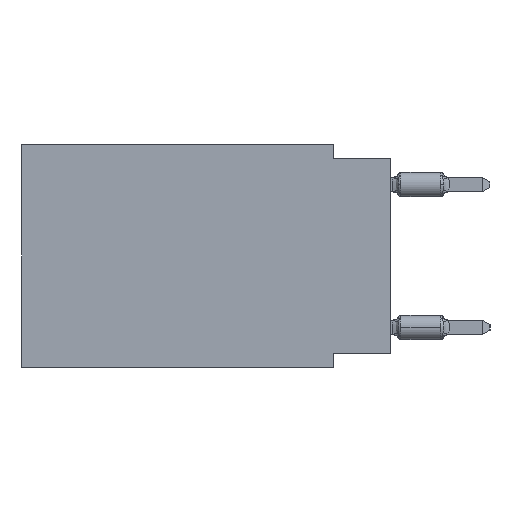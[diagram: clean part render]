
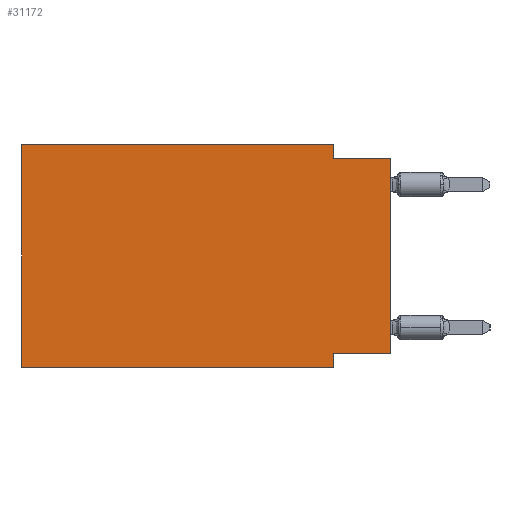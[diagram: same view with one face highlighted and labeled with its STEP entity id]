
A CAD part, left-side view. The second image highlights one B-rep face of the part: STEP entity #31172.
In plain terms, the highlighted planar face has unit normal (-1, 0, 0).
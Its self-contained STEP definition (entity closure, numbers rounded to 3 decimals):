
#243 = VECTOR ( 'NONE', #45453, 1000. ) ;
#651 = EDGE_CURVE ( 'NONE', #42040, #27588, #39687, .T. ) ;
#846 = CARTESIAN_POINT ( 'NONE',  ( 0., 16.383, -9.906 ) ) ;
#2268 = VECTOR ( 'NONE', #34902, 1000. ) ;
#2578 = VERTEX_POINT ( 'NONE', #20125 ) ;
#4461 = VERTEX_POINT ( 'NONE', #16601 ) ;
#4691 = PLANE ( 'NONE',  #27844 ) ;
#6420 = VERTEX_POINT ( 'NONE', #20903 ) ;
#7248 = EDGE_CURVE ( 'NONE', #27588, #25485, #20833, .T. ) ;
#7836 = CARTESIAN_POINT ( 'NONE',  ( 0., 2.54, 0. ) ) ;
#8700 = CARTESIAN_POINT ( 'NONE',  ( 0., 2.54, -9.906 ) ) ;
#9858 = DIRECTION ( 'NONE',  ( 0., 1., 0. ) ) ;
#10572 = CARTESIAN_POINT ( 'NONE',  ( 0., 16.383, 0. ) ) ;
#11485 = VERTEX_POINT ( 'NONE', #26798 ) ;
#12549 = DIRECTION ( 'NONE',  ( 0., -1., 0. ) ) ;
#12776 = LINE ( 'NONE', #27587, #25220 ) ;
#15371 = DIRECTION ( 'NONE',  ( 0., 0., -1. ) ) ;
#15626 = FACE_OUTER_BOUND ( 'NONE', #39992, .T. ) ;
#16243 = VECTOR ( 'NONE', #9858, 1000. ) ;
#16446 = LINE ( 'NONE', #45371, #2268 ) ;
#16601 = CARTESIAN_POINT ( 'NONE',  ( 0., 2.54, -9.271 ) ) ;
#17079 = DIRECTION ( 'NONE',  ( 0., 0., 1. ) ) ;
#17494 = VERTEX_POINT ( 'NONE', #22328 ) ;
#19028 = DIRECTION ( 'NONE',  ( 1., 0., 0. ) ) ;
#20125 = CARTESIAN_POINT ( 'NONE',  ( 0., 2.54, -0.635 ) ) ;
#20833 = LINE ( 'NONE', #46847, #24059 ) ;
#20903 = CARTESIAN_POINT ( 'NONE',  ( 0., 0., -0.635 ) ) ;
#20955 = DIRECTION ( 'NONE',  ( 0., -1., 0. ) ) ;
#22328 = CARTESIAN_POINT ( 'NONE',  ( 0., 0., -9.271 ) ) ;
#22675 = ORIENTED_EDGE ( 'NONE', *, *, #30819, .T. ) ;
#23150 = EDGE_CURVE ( 'NONE', #4461, #11485, #41970, .T. ) ;
#23511 = DIRECTION ( 'NONE',  ( 0., 0., -1. ) ) ;
#24059 = VECTOR ( 'NONE', #39082, 1000. ) ;
#25220 = VECTOR ( 'NONE', #20955, 1000. ) ;
#25485 = VERTEX_POINT ( 'NONE', #29194 ) ;
#26798 = CARTESIAN_POINT ( 'NONE',  ( 0., 2.54, -9.906 ) ) ;
#27587 = CARTESIAN_POINT ( 'NONE',  ( 0., 0., -0.635 ) ) ;
#27588 = VERTEX_POINT ( 'NONE', #10572 ) ;
#27844 = AXIS2_PLACEMENT_3D ( 'NONE', #41614, #19028, #15371 ) ;
#29194 = CARTESIAN_POINT ( 'NONE',  ( 0., 2.54, 0. ) ) ;
#30251 = VECTOR ( 'NONE', #23511, 1000. ) ;
#30299 = CARTESIAN_POINT ( 'NONE',  ( 0., 16.383, -9.906 ) ) ;
#30390 = ORIENTED_EDGE ( 'NONE', *, *, #39290, .F. ) ;
#30819 = EDGE_CURVE ( 'NONE', #17494, #6420, #16446, .T. ) ;
#31172 = ADVANCED_FACE ( 'NONE', ( #15626 ), #4691, .F. ) ;
#32576 = VECTOR ( 'NONE', #17079, 1000. ) ;
#33366 = ORIENTED_EDGE ( 'NONE', *, *, #39141, .T. ) ;
#34059 = EDGE_CURVE ( 'NONE', #25485, #2578, #41094, .T. ) ;
#34874 = VECTOR ( 'NONE', #12549, 1000. ) ;
#34902 = DIRECTION ( 'NONE',  ( 0., 0., 1. ) ) ;
#36383 = EDGE_CURVE ( 'NONE', #2578, #6420, #12776, .T. ) ;
#36924 = ORIENTED_EDGE ( 'NONE', *, *, #36383, .F. ) ;
#39082 = DIRECTION ( 'NONE',  ( 0., -1., 0. ) ) ;
#39141 = EDGE_CURVE ( 'NONE', #42040, #11485, #41705, .T. ) ;
#39290 = EDGE_CURVE ( 'NONE', #17494, #4461, #47020, .T. ) ;
#39687 = LINE ( 'NONE', #46729, #32576 ) ;
#39992 = EDGE_LOOP ( 'NONE', ( #22675, #36924, #40743, #42127, #40204, #33366, #47905, #30390 ) ) ;
#40204 = ORIENTED_EDGE ( 'NONE', *, *, #651, .F. ) ;
#40743 = ORIENTED_EDGE ( 'NONE', *, *, #34059, .F. ) ;
#41094 = LINE ( 'NONE', #7836, #243 ) ;
#41614 = CARTESIAN_POINT ( 'NONE',  ( 0., 16.383, 0. ) ) ;
#41705 = LINE ( 'NONE', #30299, #34874 ) ;
#41970 = LINE ( 'NONE', #8700, #30251 ) ;
#42040 = VERTEX_POINT ( 'NONE', #846 ) ;
#42127 = ORIENTED_EDGE ( 'NONE', *, *, #7248, .F. ) ;
#42656 = CARTESIAN_POINT ( 'NONE',  ( 0., 0., -9.271 ) ) ;
#45371 = CARTESIAN_POINT ( 'NONE',  ( 0., 0., 0. ) ) ;
#45453 = DIRECTION ( 'NONE',  ( 0., 0., -1. ) ) ;
#46729 = CARTESIAN_POINT ( 'NONE',  ( 0., 16.383, 0. ) ) ;
#46847 = CARTESIAN_POINT ( 'NONE',  ( 0., 16.383, 0. ) ) ;
#47020 = LINE ( 'NONE', #42656, #16243 ) ;
#47905 = ORIENTED_EDGE ( 'NONE', *, *, #23150, .F. ) ;
